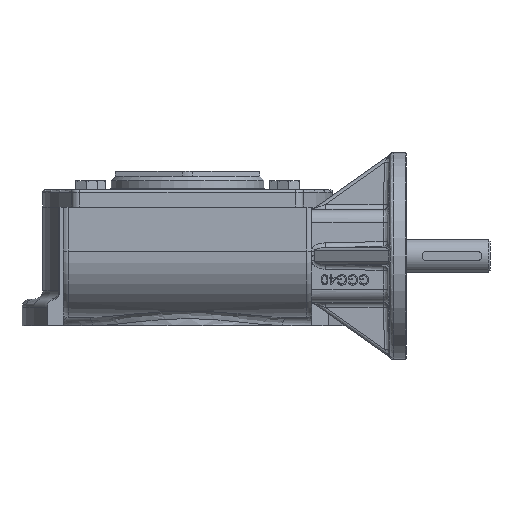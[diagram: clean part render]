
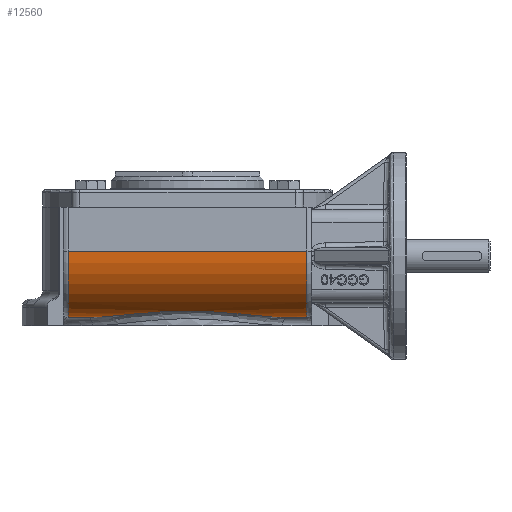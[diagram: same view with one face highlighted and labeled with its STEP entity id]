
A CAD part, front view. The second image highlights one B-rep face of the part: STEP entity #12560.
In plain terms, the highlighted cylindrical face has radius 40 mm (diameter 80 mm), a partial arc.
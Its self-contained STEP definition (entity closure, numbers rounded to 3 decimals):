
#251=B_SPLINE_CURVE_WITH_KNOTS('',3,(#21594,#21595,#21596,#21597,#21598,
#21599,#21600,#21601,#21602,#21603,#21604,#21605,#21606,#21607,#21608),
 .UNSPECIFIED.,.F.,.F.,(4,1,1,1,1,1,1,1,1,1,1,1,4),(0.,0.016,
0.024,0.032,0.04,0.047,
0.063,0.071,0.079,0.095,
0.103,0.111,0.127),.UNSPECIFIED.);
#1061=LINE('',#21274,#1704);
#1092=LINE('',#21592,#1735);
#1093=LINE('',#21610,#1736);
#1704=VECTOR('',#18123,1000.);
#1735=VECTOR('',#18196,1000.);
#1736=VECTOR('',#18197,1000.);
#2840=ORIENTED_EDGE('',*,*,#6394,.T.);
#2841=ORIENTED_EDGE('',*,*,#6446,.T.);
#2842=ORIENTED_EDGE('',*,*,#6447,.T.);
#2843=ORIENTED_EDGE('',*,*,#6448,.T.);
#2844=ORIENTED_EDGE('',*,*,#6449,.T.);
#2845=ORIENTED_EDGE('',*,*,#6450,.T.);
#6394=EDGE_CURVE('',#8449,#8448,#1061,.T.);
#6446=EDGE_CURVE('',#8448,#8496,#9876,.T.);
#6447=EDGE_CURVE('',#8496,#8497,#1092,.T.);
#6448=EDGE_CURVE('',#8497,#8498,#251,.T.);
#6449=EDGE_CURVE('',#8498,#8499,#1093,.T.);
#6450=EDGE_CURVE('',#8499,#8449,#9877,.T.);
#8448=VERTEX_POINT('',#21273);
#8449=VERTEX_POINT('',#21275);
#8496=VERTEX_POINT('',#21591);
#8497=VERTEX_POINT('',#21593);
#8498=VERTEX_POINT('',#21609);
#8499=VERTEX_POINT('',#21611);
#9876=CIRCLE('',#16860,40.);
#9877=CIRCLE('',#16861,40.);
#10436=EDGE_LOOP('',(#2840,#2841,#2842,#2843,#2844,#2845));
#11415=FACE_BOUND('',#10436,.T.);
#12378=CYLINDRICAL_SURFACE('',#16859,40.);
#12560=ADVANCED_FACE('',(#11415),#12378,.T.);
#16859=AXIS2_PLACEMENT_3D('',#21589,#18192,#18193);
#16860=AXIS2_PLACEMENT_3D('',#21590,#18194,#18195);
#16861=AXIS2_PLACEMENT_3D('',#21612,#18198,#18199);
#18123=DIRECTION('',(-1.,0.,0.));
#18192=DIRECTION('',(-1.,0.,0.));
#18193=DIRECTION('',(0.,0.,1.));
#18194=DIRECTION('',(1.,0.,0.));
#18195=DIRECTION('',(0.,0.,-1.));
#18196=DIRECTION('',(1.,0.,0.));
#18197=DIRECTION('',(1.,0.,0.));
#18198=DIRECTION('',(-1.,0.,0.));
#18199=DIRECTION('',(0.,0.,1.));
#21273=CARTESIAN_POINT('',(-72.,-126.,45.));
#21274=CARTESIAN_POINT('',(322.036,-126.,45.));
#21275=CARTESIAN_POINT('',(72.,-126.,45.));
#21589=CARTESIAN_POINT('',(322.036,-86.,45.));
#21590=CARTESIAN_POINT('',(-72.,-86.,45.));
#21591=CARTESIAN_POINT('',(-72.,-86.,5.));
#21592=CARTESIAN_POINT('',(-234.662,-86.,5.));
#21593=CARTESIAN_POINT('',(-60.241,-86.,5.));
#21594=CARTESIAN_POINT('',(-60.241,-86.,5.));
#21595=CARTESIAN_POINT('',(-55.704,-88.825,5.));
#21596=CARTESIAN_POINT('',(-48.684,-92.489,5.435));
#21597=CARTESIAN_POINT('',(-38.907,-96.342,6.328));
#21598=CARTESIAN_POINT('',(-31.353,-98.726,7.056));
#21599=CARTESIAN_POINT('',(-23.608,-100.591,7.743));
#21600=CARTESIAN_POINT('',(-13.235,-102.35,8.48));
#21601=CARTESIAN_POINT('',(-2.742,-103.066,8.825));
#21602=CARTESIAN_POINT('',(7.927,-102.713,8.657));
#21603=CARTESIAN_POINT('',(18.453,-101.645,8.176));
#21604=CARTESIAN_POINT('',(28.727,-99.544,7.31));
#21605=CARTESIAN_POINT('',(38.774,-96.391,6.341));
#21606=CARTESIAN_POINT('',(48.674,-92.499,5.434));
#21607=CARTESIAN_POINT('',(55.711,-88.821,5.));
#21608=CARTESIAN_POINT('',(60.241,-86.,5.));
#21609=CARTESIAN_POINT('',(60.241,-86.,5.));
#21610=CARTESIAN_POINT('',(-234.662,-86.,5.));
#21611=CARTESIAN_POINT('',(72.,-86.,5.));
#21612=CARTESIAN_POINT('',(72.,-86.,45.));
